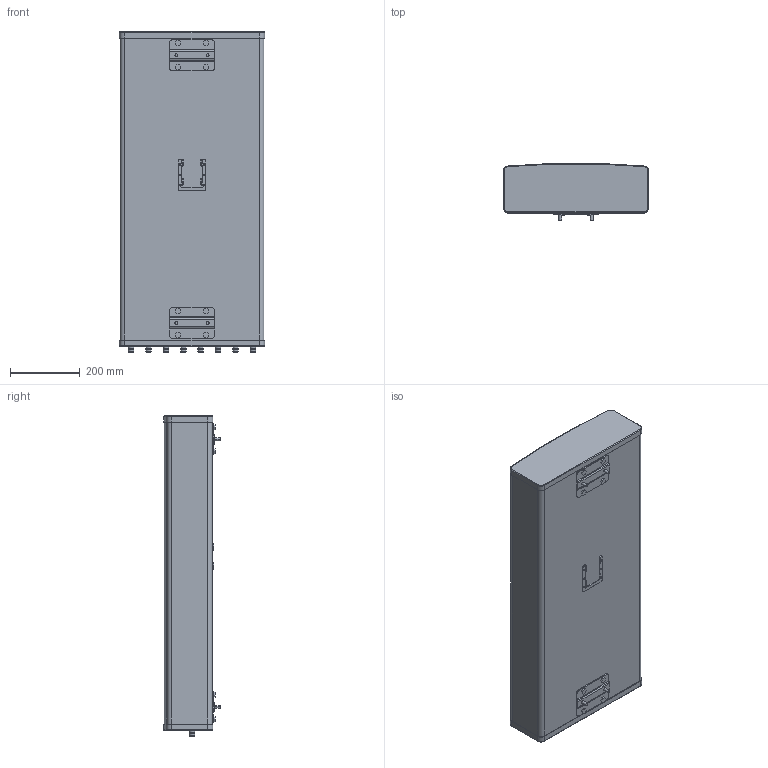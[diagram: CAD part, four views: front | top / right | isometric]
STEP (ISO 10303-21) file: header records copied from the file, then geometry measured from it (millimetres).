
FILE_DESCRIPTION (( 'STEP AP214' ), '1' );
FILE_NAME ('HG2327-17XP-065-8NF_3D.step', '2023-06-08T14:50:19', ( '' ), ( '' ), 'SwSTEP 2.0', 'SolidWorks 2022', '' );
FILE_SCHEMA (( 'AUTOMOTIVE_DESIGN' ));
Length unit declared in the file: millimetre
Products named in the file (1): HG2327-17XP-065-8NF_3D
Bounding box: 418 x 163.19 x 920.6 mm (x, y, z)
Volume: 50813300.1 mm3; surface area: 1169216.7 mm2
Topology: 12 solids, 12 shells, 624 faces, 1480 edges, 942 vertices
Faces by surface type: cylinder 261, plane 257, cone 96, torus 10
Entity records: 18303 total; most frequent: DIRECTION 3320, CARTESIAN_POINT 3095, ORIENTED_EDGE 2960, EDGE_CURVE 1480, AXIS2_PLACEMENT_3D 1231, VERTEX_POINT 942, LINE 858, VECTOR 858
